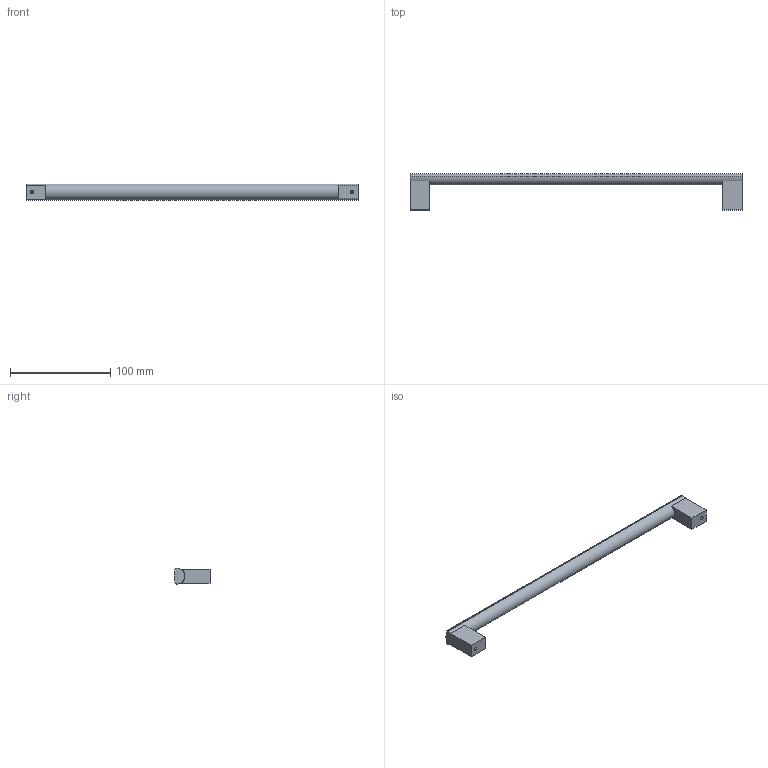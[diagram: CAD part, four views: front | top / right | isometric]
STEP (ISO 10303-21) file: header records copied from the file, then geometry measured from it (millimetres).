
FILE_DESCRIPTION (( 'STEP AP214' ), '1' );
FILE_NAME ('F001263,F001278,F001293,F001308_3D.step', '2022-07-07T08:04:50', ( '' ), ( '' ), 'SwSTEP 2.0', 'SolidWorks 2020', '' );
FILE_SCHEMA (( 'AUTOMOTIVE_DESIGN' ));
Length unit declared in the file: millimetre
Products named in the file (1): F001263,F001278,F001293,F001308_3D
Bounding box: 332 x 36 x 16 mm (x, y, z)
Volume: 61173.6 mm3; surface area: 20131.4 mm2
Topology: 3 solids, 3 shells, 28 faces, 62 edges, 38 vertices
Faces by surface type: cylinder 12, plane 12, cone 4
Entity records: 846 total; most frequent: DIRECTION 140, CARTESIAN_POINT 125, ORIENTED_EDGE 116, EDGE_CURVE 58, AXIS2_PLACEMENT_3D 53, VERTEX_POINT 38, LINE 34, VECTOR 34
